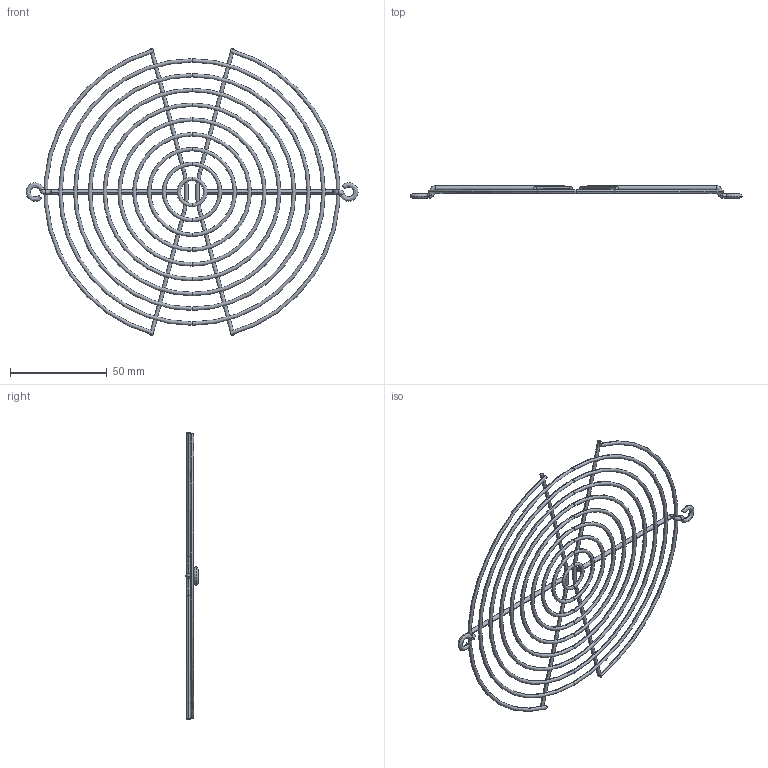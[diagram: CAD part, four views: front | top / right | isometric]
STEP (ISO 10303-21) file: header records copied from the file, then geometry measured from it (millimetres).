
FILE_DESCRIPTION (( 'STEP AP203' ), '1' );
FILE_NAME ('G172-10H.stp', '2020-08-21T16:41:06', ( '' ), ( '' ), 'SwSTEP 2.0', 'SolidWorks 2018', '' );
FILE_SCHEMA (( 'CONFIG_CONTROL_DESIGN' ));
Length unit declared in the file: inch
Products named in the file (1): G172-10H
Bounding box: 171.69 x 6.5 x 148.45 mm (x, y, z)
Volume: 7949.9 mm3; surface area: 17327.5 mm2
Topology: 15 solids, 15 shells, 88 faces, 168 edges, 92 vertices
Faces by surface type: torus 48, cylinder 16, plane 12, bspline 12
Entity records: 2831 total; most frequent: CARTESIAN_POINT 993, DIRECTION 418, ORIENTED_EDGE 336, AXIS2_PLACEMENT_3D 201, EDGE_CURVE 168, CIRCLE 124, VERTEX_POINT 92, EDGE_LOOP 88
